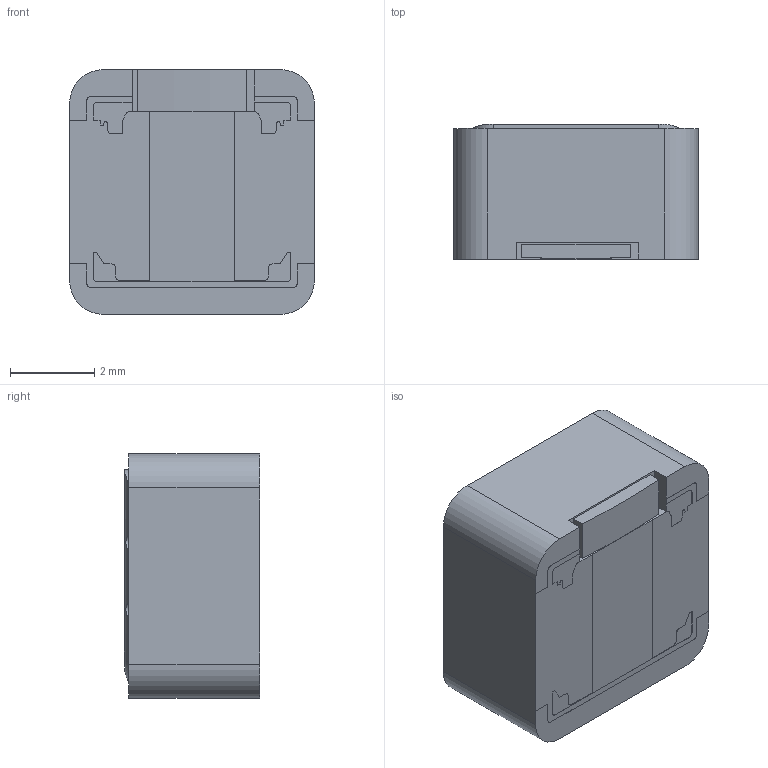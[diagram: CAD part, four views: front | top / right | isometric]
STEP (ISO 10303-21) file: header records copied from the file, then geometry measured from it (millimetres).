
FILE_DESCRIPTION (( 'STEP AP214' ), '1' );
FILE_NAME ('SRR5828A-221M.STEP', '2024-09-07T21:42:54', ( '' ), ( '' ), 'SwSTEP 2.0', 'SolidWorks 2024', '' );
FILE_SCHEMA (( 'AUTOMOTIVE_DESIGN' ));
Length unit declared in the file: millimetre
Products named in the file (1): SRR5828A-221M
Bounding box: 5.8 x 3.2 x 5.8 mm (x, y, z)
Volume: 104.5 mm3; surface area: 141.2 mm2
Topology: 1 solids, 1 shells, 136 faces, 383 edges, 255 vertices
Faces by surface type: plane 96, cylinder 38, torus 2
Entity records: 5134 total; most frequent: CARTESIAN_POINT 821, ORIENTED_EDGE 766, DIRECTION 725, EDGE_CURVE 383, VECTOR 303, LINE 303, VERTEX_POINT 255, AXIS2_PLACEMENT_3D 211
